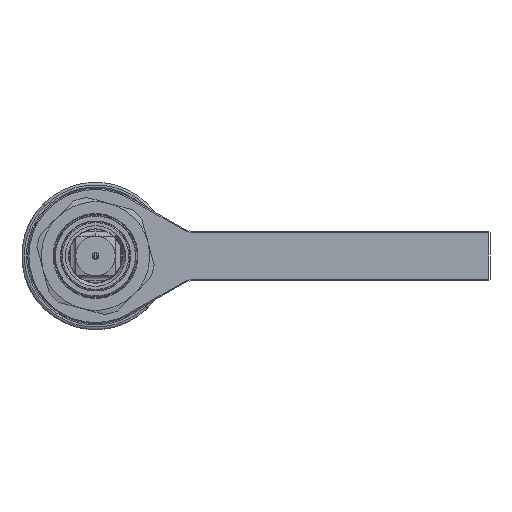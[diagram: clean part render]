
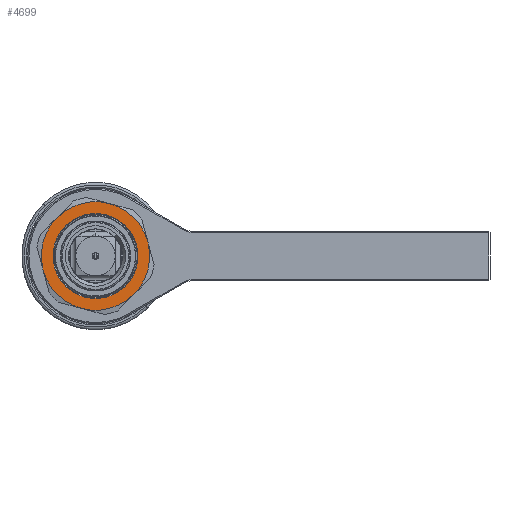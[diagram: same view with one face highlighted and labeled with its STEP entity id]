
A CAD part, left-side view. The second image highlights one B-rep face of the part: STEP entity #4699.
In plain terms, the highlighted planar face has unit normal (-1, 0, 0).
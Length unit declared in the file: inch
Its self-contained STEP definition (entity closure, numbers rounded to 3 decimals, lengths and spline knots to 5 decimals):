
#4179=CARTESIAN_POINT('',(-11.6665,0.,0.));
#4180=DIRECTION('',(1.,0.,0.));
#4181=DIRECTION('',(0.,0.259,-0.966));
#4182=AXIS2_PLACEMENT_3D('',#4179,#4180,#4181);
#4184=CARTESIAN_POINT('',(-11.6665,0.,0.));
#4185=DIRECTION('',(1.,0.,0.));
#4186=DIRECTION('',(0.,0.707,-0.707));
#4187=AXIS2_PLACEMENT_3D('',#4184,#4185,#4186);
#4189=CARTESIAN_POINT('',(-11.6665,0.,0.));
#4190=DIRECTION('',(1.,0.,0.));
#4191=DIRECTION('',(0.,0.966,-0.259));
#4192=AXIS2_PLACEMENT_3D('',#4189,#4190,#4191);
#4194=CARTESIAN_POINT('',(-11.6665,0.,0.));
#4195=DIRECTION('',(1.,0.,0.));
#4196=DIRECTION('',(0.,0.707,0.707));
#4197=AXIS2_PLACEMENT_3D('',#4194,#4195,#4196);
#4199=CARTESIAN_POINT('',(-11.6665,0.,0.));
#4200=DIRECTION('',(1.,0.,0.));
#4201=DIRECTION('',(0.,-0.259,0.966));
#4202=AXIS2_PLACEMENT_3D('',#4199,#4200,#4201);
#4204=CARTESIAN_POINT('',(-11.6665,0.,0.));
#4205=DIRECTION('',(1.,0.,0.));
#4206=DIRECTION('',(0.,-0.966,0.259));
#4207=AXIS2_PLACEMENT_3D('',#4204,#4205,#4206);
#4209=CARTESIAN_POINT('',(-11.6665,0.,0.));
#4210=DIRECTION('',(1.,0.,0.));
#4211=DIRECTION('',(0.,-0.707,-0.707));
#4212=AXIS2_PLACEMENT_3D('',#4209,#4210,#4211);
#4214=CARTESIAN_POINT('',(-11.6665,0.,0.));
#4215=DIRECTION('',(-1.,0.,0.));
#4216=DIRECTION('',(0.,0.707,0.707));
#4217=AXIS2_PLACEMENT_3D('',#4214,#4215,#4216);
#4219=CARTESIAN_POINT('',(-11.6665,0.,0.));
#4220=DIRECTION('',(-1.,0.,0.));
#4221=DIRECTION('',(0.,-0.707,-0.707));
#4222=AXIS2_PLACEMENT_3D('',#4219,#4220,#4221);
#4582=CARTESIAN_POINT('',(-11.6665,1.32815,-0.35588));
#4583=CARTESIAN_POINT('',(-11.6665,0.97227,0.97227));
#4584=VERTEX_POINT('',#4582);
#4585=VERTEX_POINT('',#4583);
#4586=CARTESIAN_POINT('',(-11.6665,-0.35588,1.32815));
#4587=VERTEX_POINT('',#4586);
#4588=CARTESIAN_POINT('',(-11.6665,-1.32815,0.35588));
#4589=CARTESIAN_POINT('',(-11.6665,-0.97227,-0.97227));
#4590=VERTEX_POINT('',#4588);
#4591=VERTEX_POINT('',#4589);
#4592=CARTESIAN_POINT('',(-11.6665,0.35588,-1.32815));
#4593=VERTEX_POINT('',#4592);
#4594=CARTESIAN_POINT('',(-11.6665,0.76226,0.76226));
#4595=CARTESIAN_POINT('',(-11.6665,-0.76226,-0.76226));
#4596=VERTEX_POINT('',#4594);
#4597=VERTEX_POINT('',#4595);
#4604=CARTESIAN_POINT('',(-11.6665,0.97227,-0.97227));
#4605=VERTEX_POINT('',#4604);
#4672=CARTESIAN_POINT('',(-11.6665,0.,0.));
#4673=DIRECTION('',(1.,0.,0.));
#4674=DIRECTION('',(0.,-0.707,-0.707));
#4675=AXIS2_PLACEMENT_3D('',#4672,#4673,#4674);
#4676=PLANE('',#4675);
#4678=ORIENTED_EDGE('',*,*,#4677,.T.);
#4680=ORIENTED_EDGE('',*,*,#4679,.T.);
#4682=ORIENTED_EDGE('',*,*,#4681,.T.);
#4684=ORIENTED_EDGE('',*,*,#4683,.T.);
#4686=ORIENTED_EDGE('',*,*,#4685,.T.);
#4688=ORIENTED_EDGE('',*,*,#4687,.T.);
#4690=ORIENTED_EDGE('',*,*,#4689,.T.);
#4691=EDGE_LOOP('',(#4678,#4680,#4682,#4684,#4686,#4688,#4690));
#4692=FACE_OUTER_BOUND('',#4691,.F.);
#4694=ORIENTED_EDGE('',*,*,#4693,.T.);
#4696=ORIENTED_EDGE('',*,*,#4695,.T.);
#4697=EDGE_LOOP('',(#4694,#4696));
#4698=FACE_BOUND('',#4697,.F.);
#4699=ADVANCED_FACE('',(#4692,#4698),#4676,.F.);
#4183=CIRCLE('',#4182,1.375);
#4188=CIRCLE('',#4187,1.375);
#4193=CIRCLE('',#4192,1.375);
#4198=CIRCLE('',#4197,1.375);
#4203=CIRCLE('',#4202,1.375);
#4208=CIRCLE('',#4207,1.375);
#4213=CIRCLE('',#4212,1.375);
#4218=CIRCLE('',#4217,1.078);
#4223=CIRCLE('',#4222,1.078);
#4677=EDGE_CURVE('',#4593,#4605,#4183,.T.);
#4679=EDGE_CURVE('',#4605,#4584,#4188,.T.);
#4681=EDGE_CURVE('',#4584,#4585,#4193,.T.);
#4683=EDGE_CURVE('',#4585,#4587,#4198,.T.);
#4685=EDGE_CURVE('',#4587,#4590,#4203,.T.);
#4687=EDGE_CURVE('',#4590,#4591,#4208,.T.);
#4689=EDGE_CURVE('',#4591,#4593,#4213,.T.);
#4693=EDGE_CURVE('',#4596,#4597,#4218,.T.);
#4695=EDGE_CURVE('',#4597,#4596,#4223,.T.);
